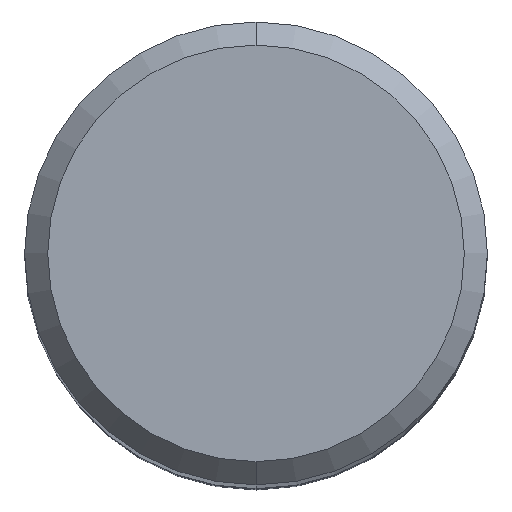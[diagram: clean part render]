
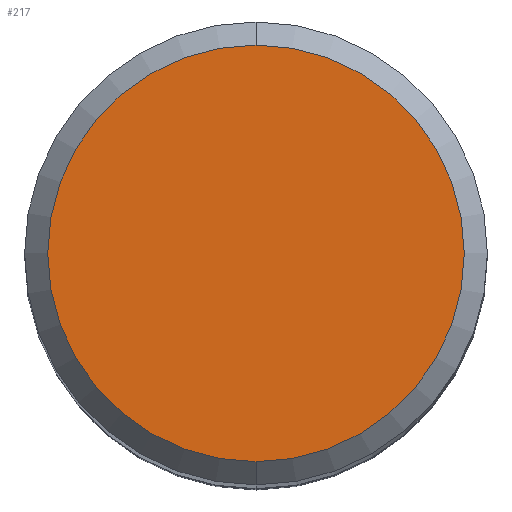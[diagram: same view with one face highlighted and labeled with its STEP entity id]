
A CAD part, top view. The second image highlights one B-rep face of the part: STEP entity #217.
In plain terms, the highlighted planar face has unit normal (0, 0, 1).
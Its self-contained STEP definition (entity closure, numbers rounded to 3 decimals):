
#199=EDGE_CURVE('',#317,#215,#438,.T.);
#215=VERTEX_POINT('',#455);
#217=ADVANCED_FACE('',(#457),#458,.T.);
#317=VERTEX_POINT('',#574);
#329=EDGE_CURVE('',#215,#317,#587,.T.);
#438=CIRCLE('',#711,3.6);
#455=CARTESIAN_POINT('',(0.0,3.6,0.));
#457=FACE_OUTER_BOUND('',#732,.T.);
#458=PLANE('',#733);
#574=CARTESIAN_POINT('',(0.,-3.6,0.));
#587=CIRCLE('',#898,3.6);
#711=AXIS2_PLACEMENT_3D('',#1021,#1022,#1023);
#732=EDGE_LOOP('',(#1043,#1044));
#733=AXIS2_PLACEMENT_3D('',#1045,#1046,#1047);
#898=AXIS2_PLACEMENT_3D('',#1223,#1224,#1225);
#1021=CARTESIAN_POINT('',(0.0,0.0,0.));
#1022=DIRECTION('',(0.0,0.0,-1.0));
#1023=DIRECTION('',(0.0,1.0,0.0));
#1043=ORIENTED_EDGE('',*,*,#329,.F.);
#1044=ORIENTED_EDGE('',*,*,#199,.F.);
#1045=CARTESIAN_POINT('',(0.0,1.8,0.));
#1046=DIRECTION('',(-0.0,0.0,1.0));
#1047=DIRECTION('',(0.0,-1.0,0.0));
#1223=CARTESIAN_POINT('',(0.0,0.0,0.));
#1224=DIRECTION('',(0.0,0.0,-1.0));
#1225=DIRECTION('',(0.0,1.0,0.0));
